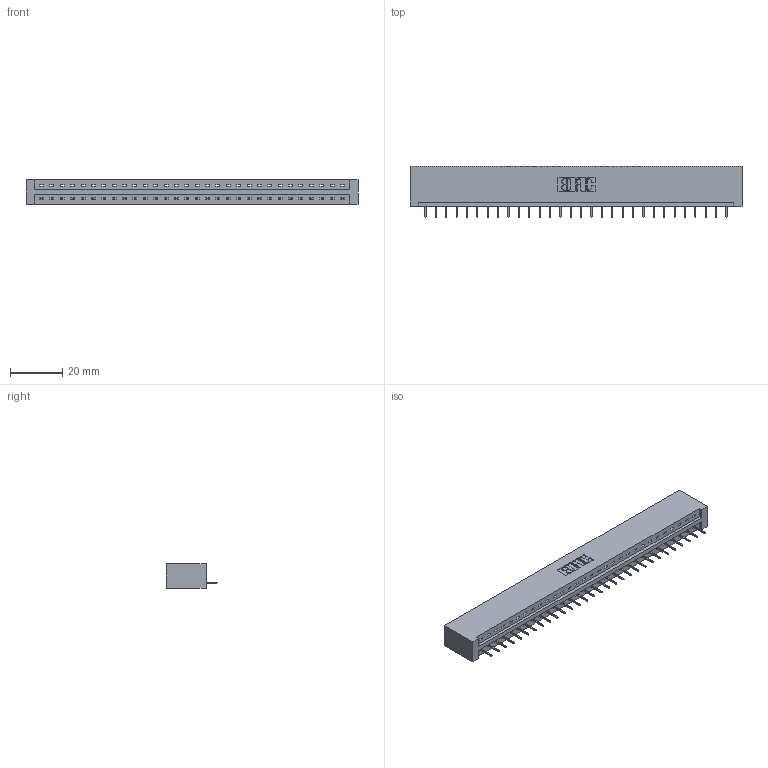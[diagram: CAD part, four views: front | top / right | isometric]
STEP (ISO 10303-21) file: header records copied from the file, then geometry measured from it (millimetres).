
FILE_DESCRIPTION (( 'STEP AP203' ), '1' );
FILE_NAME ('337-030-524-101.STEP', '2019-09-30T23:38:36', ( '' ), ( '' ), 'SwSTEP 2.0', 'SolidWorks 2016', '' );
FILE_SCHEMA (( 'CONFIG_CONTROL_DESIGN' ));
Length unit declared in the file: inch
Products named in the file (3): 337-030-524-101; 337 Part_No Mounting Lugs; 345-292-001_345-293-124
Assembly tree (31 placements, depth 2):
  337-030-524-101
    337 Part_No Mounting Lugs
    345-292-001_345-293-124  x30
Bounding box: 126.75 x 19.69 x 9.4 mm (x, y, z)
Volume: 13643.2 mm3; surface area: 13596.3 mm2
Topology: 31 solids, 31 shells, 2086 faces, 6047 edges, 3910 vertices
Faces by surface type: plane 1626, cylinder 460
Entity records: 23649 total; most frequent: CARTESIAN_POINT 4124, ORIENTED_EDGE 4090, DIRECTION 3489, EDGE_CURVE 2045, LINE 1929, VECTOR 1929, VERTEX_POINT 1358, AXIS2_PLACEMENT_3D 780
